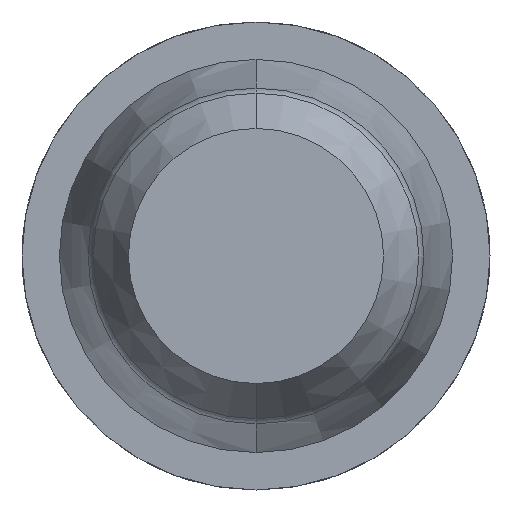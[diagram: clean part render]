
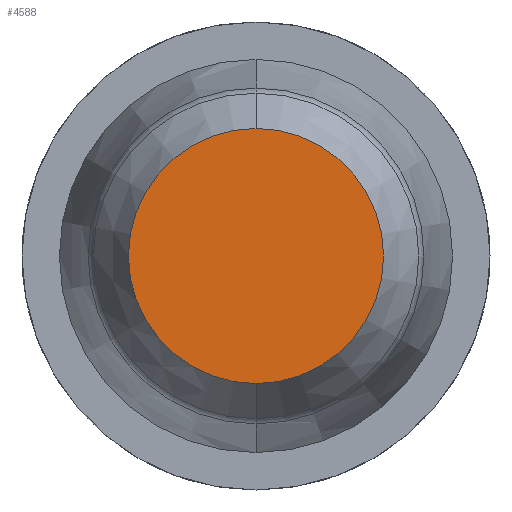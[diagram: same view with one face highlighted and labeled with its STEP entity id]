
A CAD part, front view. The second image highlights one B-rep face of the part: STEP entity #4588.
In plain terms, the highlighted planar face has unit normal (0, -1, 0).
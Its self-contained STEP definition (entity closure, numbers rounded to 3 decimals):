
#321 = DIRECTION ( 'NONE',  ( 0., 1., 0. ) ) ;
#348 = VERTEX_POINT ( 'NONE', #3009 ) ;
#381 = ORIENTED_EDGE ( 'NONE', *, *, #3738, .F. ) ;
#414 = EDGE_CURVE ( 'NONE', #348, #1607, #2005, .T. ) ;
#439 = CARTESIAN_POINT ( 'NONE',  ( 0., -30.5, 0. ) ) ;
#1262 = DIRECTION ( 'NONE',  ( 0., 1., 0. ) ) ;
#1282 = DIRECTION ( 'NONE',  ( 0., 0., 1. ) ) ;
#1321 = CARTESIAN_POINT ( 'NONE',  ( 0., -30.5, -0.627 ) ) ;
#1607 = VERTEX_POINT ( 'NONE', #1321 ) ;
#2005 = CIRCLE ( 'NONE', #4792, 0.627 ) ;
#2133 = FACE_OUTER_BOUND ( 'NONE', #3426, .T. ) ;
#2463 = AXIS2_PLACEMENT_3D ( 'NONE', #4954, #1262, #4106 ) ;
#2855 = PLANE ( 'NONE',  #5078 ) ;
#3009 = CARTESIAN_POINT ( 'NONE',  ( 0., -30.5, 0.627 ) ) ;
#3426 = EDGE_LOOP ( 'NONE', ( #4096, #381 ) ) ;
#3603 = CIRCLE ( 'NONE', #2463, 0.627 ) ;
#3738 = EDGE_CURVE ( 'NONE', #1607, #348, #3603, .T. ) ;
#4010 = DIRECTION ( 'NONE',  ( 0., 0., 1. ) ) ;
#4096 = ORIENTED_EDGE ( 'NONE', *, *, #414, .F. ) ;
#4106 = DIRECTION ( 'NONE',  ( 0., 0., 1. ) ) ;
#4443 = CARTESIAN_POINT ( 'NONE',  ( 0., -30.5, 0. ) ) ;
#4588 = ADVANCED_FACE ( 'NONE', ( #2133 ), #2855, .F. ) ;
#4792 = AXIS2_PLACEMENT_3D ( 'NONE', #4443, #321, #4010 ) ;
#4945 = DIRECTION ( 'NONE',  ( 0., 1., 0. ) ) ;
#4954 = CARTESIAN_POINT ( 'NONE',  ( 0., -30.5, 0. ) ) ;
#5078 = AXIS2_PLACEMENT_3D ( 'NONE', #439, #4945, #1282 ) ;
